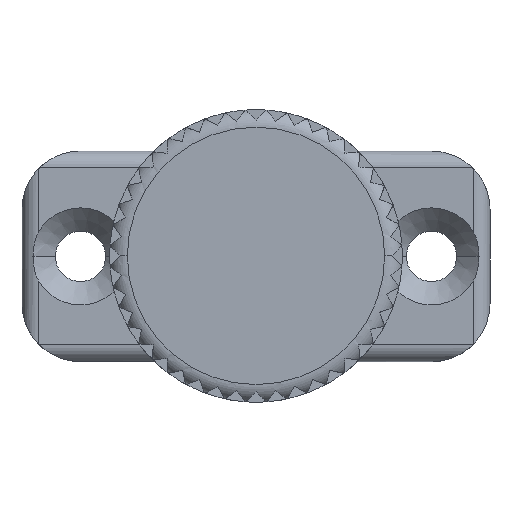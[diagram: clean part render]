
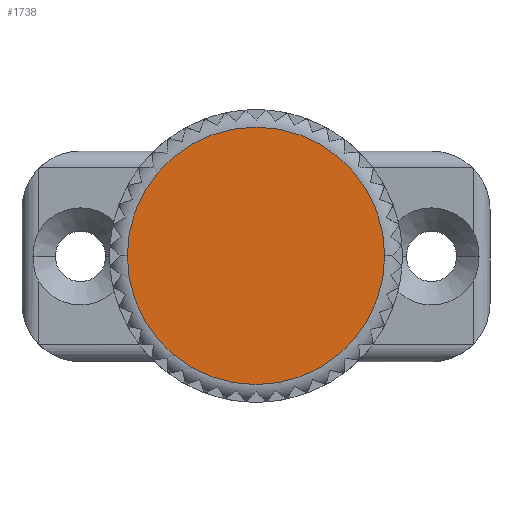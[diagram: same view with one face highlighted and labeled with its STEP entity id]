
A CAD part, top view. The second image highlights one B-rep face of the part: STEP entity #1738.
In plain terms, the highlighted planar face has unit normal (0, 0, 1).
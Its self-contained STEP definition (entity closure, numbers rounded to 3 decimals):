
#1074=EDGE_CURVE('',#1898,#1260,#3133,.T.);
#1260=VERTEX_POINT('',#3337);
#1672=EDGE_CURVE('',#1260,#1898,#3779,.T.);
#1738=ADVANCED_FACE('',(#3851),#3852,.T.);
#1898=VERTEX_POINT('',#4029);
#3133=CIRCLE('',#5379,11.0);
#3337=CARTESIAN_POINT('',(11.0,0.,28.5));
#3779=CIRCLE('',#6738,11.0);
#3851=FACE_OUTER_BOUND('',#6842,.T.);
#3852=PLANE('',#6843);
#4029=CARTESIAN_POINT('',(-11.0,0.,28.5));
#5379=AXIS2_PLACEMENT_3D('',#9818,#9819,#9820);
#6738=AXIS2_PLACEMENT_3D('',#10425,#10426,#10427);
#6842=EDGE_LOOP('',(#10501,#10502));
#6843=AXIS2_PLACEMENT_3D('',#10503,#10504,#10505);
#9818=CARTESIAN_POINT('',(0.0,0.,28.5));
#9819=DIRECTION('',(0.0,0.0,1.0));
#9820=DIRECTION('',(-1.0,0.,0.0));
#10425=CARTESIAN_POINT('',(0.0,0.,28.5));
#10426=DIRECTION('',(0.0,0.0,1.0));
#10427=DIRECTION('',(-1.0,0.,0.0));
#10501=ORIENTED_EDGE('',*,*,#1074,.T.);
#10502=ORIENTED_EDGE('',*,*,#1672,.T.);
#10503=CARTESIAN_POINT('',(-5.5,0.,28.5));
#10504=DIRECTION('',(0.0,0.0,1.0));
#10505=DIRECTION('',(-1.0,0.,0.0));
